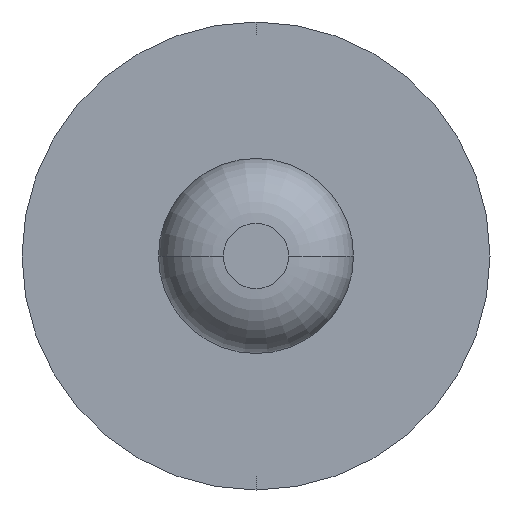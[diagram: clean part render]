
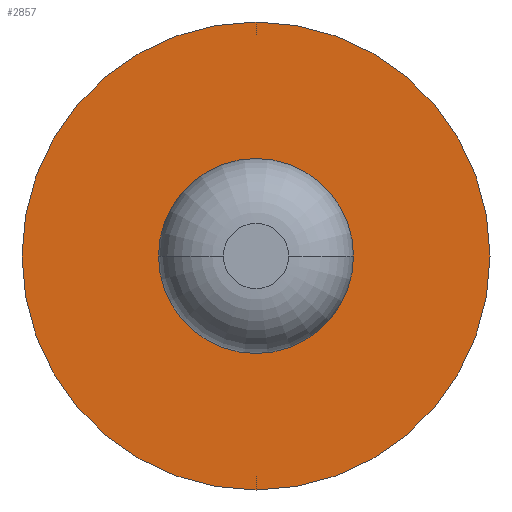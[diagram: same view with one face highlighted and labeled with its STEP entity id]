
A CAD part, front view. The second image highlights one B-rep face of the part: STEP entity #2857.
In plain terms, the highlighted planar face has unit normal (0, -1, 0).
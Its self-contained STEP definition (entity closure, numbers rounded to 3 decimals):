
#124 = PLANE ( 'NONE',  #3011 ) ;
#151 = CARTESIAN_POINT ( 'NONE',  ( 0., 5.7, 0.255 ) ) ;
#208 = VERTEX_POINT ( 'NONE', #2883 ) ;
#245 = AXIS2_PLACEMENT_3D ( 'NONE', #3375, #2538, #2224 ) ;
#272 = AXIS2_PLACEMENT_3D ( 'NONE', #2467, #3689, #440 ) ;
#391 = FACE_OUTER_BOUND ( 'NONE', #1396, .T. ) ;
#434 = EDGE_LOOP ( 'NONE', ( #618, #2340 ) ) ;
#440 = DIRECTION ( 'NONE',  ( 0., 0., -1. ) ) ;
#441 = CIRCLE ( 'NONE', #2602, 0.9 ) ;
#618 = ORIENTED_EDGE ( 'NONE', *, *, #2050, .F. ) ;
#764 = ORIENTED_EDGE ( 'NONE', *, *, #3518, .T. ) ;
#826 = EDGE_CURVE ( 'Defeature ausgef�hrt1_8+Defeature ausgef�hrt1_7+Defeature ausgef�hrt1_7+Defeature ausgef�hrt1_7', #1365, #208, #1836, .T. ) ;
#993 = CARTESIAN_POINT ( 'NONE',  ( 0., 5.7, 0. ) ) ;
#1005 = DIRECTION ( 'NONE',  ( 0., 0., -1. ) ) ;
#1202 = DIRECTION ( 'NONE',  ( 0., -1., 0. ) ) ;
#1267 = CIRCLE ( 'NONE', #3264, 0.255 ) ;
#1322 = DIRECTION ( 'NONE',  ( 0., -1., 0. ) ) ;
#1365 = VERTEX_POINT ( 'NONE', #3619 ) ;
#1396 = EDGE_LOOP ( 'NONE', ( #3062, #764 ) ) ;
#1649 = DIRECTION ( 'NONE',  ( 0., -1., 0. ) ) ;
#1729 = FACE_BOUND ( 'NONE', #434, .T. ) ;
#1836 = CIRCLE ( 'NONE', #272, 0.9 ) ;
#2050 = EDGE_CURVE ( 'Defeature ausgef�hrt1_9+Defeature ausgef�hrt1_8+Defeature ausgef�hrt1_8+Defeature ausgef�hrt1_8', #2981, #2055, #2662, .T. ) ;
#2055 = VERTEX_POINT ( 'NONE', #151 ) ;
#2224 = DIRECTION ( 'NONE',  ( 0., 0., -1. ) ) ;
#2340 = ORIENTED_EDGE ( 'NONE', *, *, #3402, .F. ) ;
#2467 = CARTESIAN_POINT ( 'NONE',  ( 0., 5.7, 0. ) ) ;
#2481 = CARTESIAN_POINT ( 'NONE',  ( 0., 5.7, 0. ) ) ;
#2538 = DIRECTION ( 'NONE',  ( 0., -1., 0. ) ) ;
#2602 = AXIS2_PLACEMENT_3D ( 'NONE', #2481, #1649, #3698 ) ;
#2662 = CIRCLE ( 'NONE', #245, 0.255 ) ;
#2751 = DIRECTION ( 'NONE',  ( 0., 0., -1. ) ) ;
#2857 = ADVANCED_FACE ( 'Defeature ausgef�hrt1_8', ( #391, #1729 ), #124, .T. ) ;
#2883 = CARTESIAN_POINT ( 'NONE',  ( 0., 5.7, 0.9 ) ) ;
#2981 = VERTEX_POINT ( 'NONE', #3218 ) ;
#3011 = AXIS2_PLACEMENT_3D ( 'NONE', #3681, #1322, #1005 ) ;
#3062 = ORIENTED_EDGE ( 'NONE', *, *, #826, .T. ) ;
#3218 = CARTESIAN_POINT ( 'NONE',  ( 0., 5.7, -0.255 ) ) ;
#3264 = AXIS2_PLACEMENT_3D ( 'NONE', #993, #1202, #2751 ) ;
#3375 = CARTESIAN_POINT ( 'NONE',  ( 0., 5.7, 0. ) ) ;
#3402 = EDGE_CURVE ( 'Defeature ausgef�hrt1_9+Defeature ausgef�hrt1_8+Defeature ausgef�hrt1_8+Defeature ausgef�hrt1_8', #2055, #2981, #1267, .T. ) ;
#3518 = EDGE_CURVE ( 'Defeature ausgef�hrt1_8+Defeature ausgef�hrt1_7+Defeature ausgef�hrt1_7+Defeature ausgef�hrt1_7', #208, #1365, #441, .T. ) ;
#3619 = CARTESIAN_POINT ( 'NONE',  ( 0., 5.7, -0.9 ) ) ;
#3681 = CARTESIAN_POINT ( 'NONE',  ( 0.255, 5.7, 0. ) ) ;
#3689 = DIRECTION ( 'NONE',  ( 0., -1., 0. ) ) ;
#3698 = DIRECTION ( 'NONE',  ( 0., 0., -1. ) ) ;
